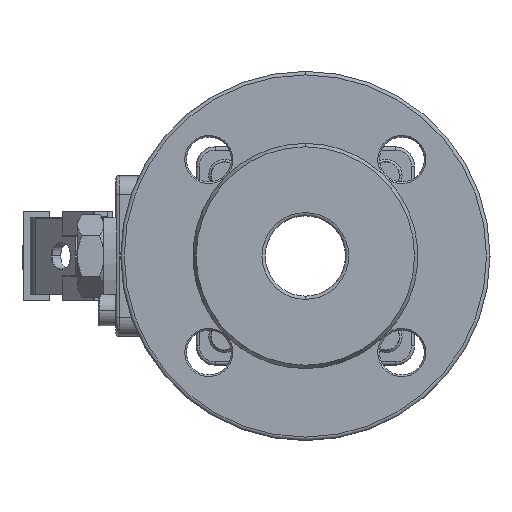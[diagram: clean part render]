
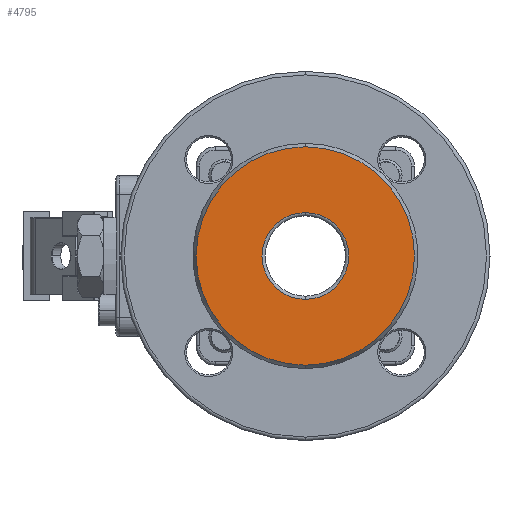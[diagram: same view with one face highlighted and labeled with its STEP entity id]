
A CAD part, left-side view. The second image highlights one B-rep face of the part: STEP entity #4795.
In plain terms, the highlighted planar face has unit normal (-1, 0, 0).
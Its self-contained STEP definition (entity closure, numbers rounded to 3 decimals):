
#1102 = DIRECTION ( 'NONE',  ( 0., 0., 1. ) ) ;
#1370 = CARTESIAN_POINT ( 'NONE',  ( 17.027, -0.5, 6.432 ) ) ;
#1608 = CIRCLE ( 'NONE', #8460, 13.5 ) ;
#2244 = DIRECTION ( 'NONE',  ( 0., 0., 1. ) ) ;
#4795 = ADVANCED_FACE ( 'NONE', ( #27774, #61146 ), #66870, .T. ) ;
#8237 = CARTESIAN_POINT ( 'NONE',  ( 17.027, -0.5, 53.932 ) ) ;
#8460 = AXIS2_PLACEMENT_3D ( 'NONE', #12261, #29822, #57106 ) ;
#11987 = DIRECTION ( 'NONE',  ( 0., 0., 1. ) ) ;
#12261 = CARTESIAN_POINT ( 'NONE',  ( 17.027, -0.5, 19.932 ) ) ;
#12677 = DIRECTION ( 'NONE',  ( -1., 0., 0. ) ) ;
#13204 = ORIENTED_EDGE ( 'NONE', *, *, #24260, .T. ) ;
#14086 = EDGE_LOOP ( 'NONE', ( #13204, #61263 ) ) ;
#21290 = EDGE_CURVE ( 'NONE', #33299, #26156, #1608, .T. ) ;
#22292 = VERTEX_POINT ( 'NONE', #8237 ) ;
#23083 = CARTESIAN_POINT ( 'NONE',  ( 17.027, -0.5, 19.932 ) ) ;
#23345 = CARTESIAN_POINT ( 'NONE',  ( 17.027, -0.5, 19.932 ) ) ;
#24260 = EDGE_CURVE ( 'NONE', #51885, #22292, #36294, .T. ) ;
#26156 = VERTEX_POINT ( 'NONE', #49512 ) ;
#26583 = AXIS2_PLACEMENT_3D ( 'NONE', #34235, #60791, #11987 ) ;
#27774 = FACE_BOUND ( 'NONE', #64132, .T. ) ;
#29822 = DIRECTION ( 'NONE',  ( -1., 0., 0. ) ) ;
#32689 = CARTESIAN_POINT ( 'NONE',  ( 17.027, -0.5, -14.068 ) ) ;
#33299 = VERTEX_POINT ( 'NONE', #1370 ) ;
#34005 = AXIS2_PLACEMENT_3D ( 'NONE', #23083, #12677, #2244 ) ;
#34235 = CARTESIAN_POINT ( 'NONE',  ( 17.027, -0.5, 19.932 ) ) ;
#34578 = DIRECTION ( 'NONE',  ( 0., 0., 1. ) ) ;
#34867 = DIRECTION ( 'NONE',  ( -1., 0., 0. ) ) ;
#36294 = CIRCLE ( 'NONE', #34005, 34. ) ;
#37590 = CIRCLE ( 'NONE', #61712, 34. ) ;
#38944 = CARTESIAN_POINT ( 'NONE',  ( 17.027, -0.5, 19.932 ) ) ;
#46255 = CIRCLE ( 'NONE', #54284, 13.5 ) ;
#49512 = CARTESIAN_POINT ( 'NONE',  ( 17.027, -0.5, 33.432 ) ) ;
#51885 = VERTEX_POINT ( 'NONE', #32689 ) ;
#53409 = EDGE_CURVE ( 'NONE', #26156, #33299, #46255, .T. ) ;
#54284 = AXIS2_PLACEMENT_3D ( 'NONE', #23345, #34867, #1102 ) ;
#56116 = DIRECTION ( 'NONE',  ( -1., 0., 0. ) ) ;
#57106 = DIRECTION ( 'NONE',  ( 0., 0., 1. ) ) ;
#57270 = ORIENTED_EDGE ( 'NONE', *, *, #53409, .F. ) ;
#57533 = EDGE_CURVE ( 'NONE', #22292, #51885, #37590, .T. ) ;
#60791 = DIRECTION ( 'NONE',  ( -1., 0., 0. ) ) ;
#61146 = FACE_OUTER_BOUND ( 'NONE', #14086, .T. ) ;
#61263 = ORIENTED_EDGE ( 'NONE', *, *, #57533, .T. ) ;
#61712 = AXIS2_PLACEMENT_3D ( 'NONE', #38944, #56116, #34578 ) ;
#64132 = EDGE_LOOP ( 'NONE', ( #57270, #69227 ) ) ;
#66870 = PLANE ( 'NONE',  #26583 ) ;
#69227 = ORIENTED_EDGE ( 'NONE', *, *, #21290, .F. ) ;
